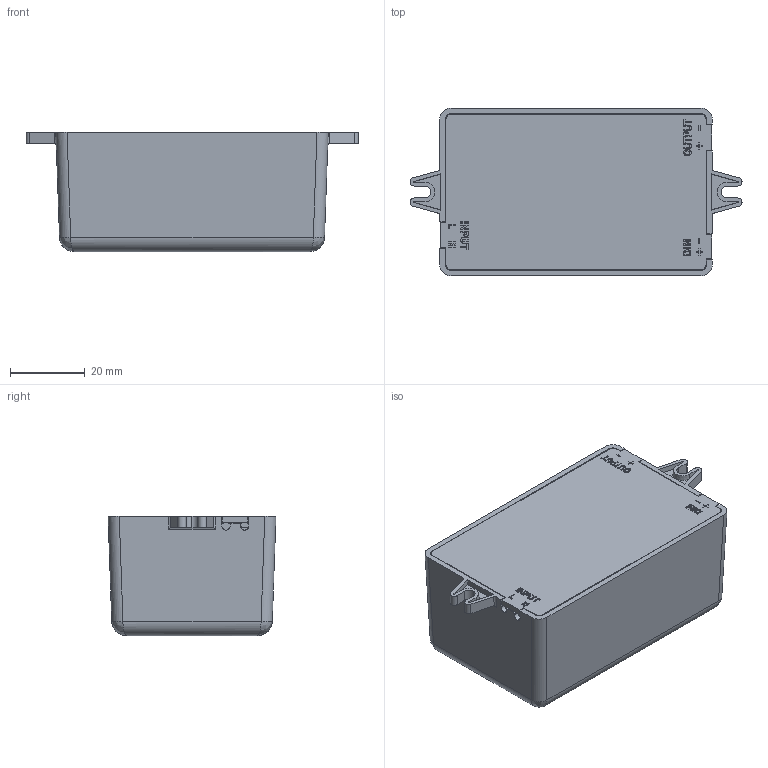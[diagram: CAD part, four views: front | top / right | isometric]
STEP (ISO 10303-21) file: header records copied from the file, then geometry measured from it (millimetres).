
FILE_DESCRIPTION((''),'2;1');
FILE_NAME('MAWLCD36W_20130813_ASM','2015-03-19T',('Hedy'),(''),'PRO/ENGINEER BY PARAMETRIC TECHNOLOGY CORPORATION, 2009380','PRO/ENGINEER BY PARAMETRIC TECHNOLOGY CORPORATION, 2009380','');
FILE_SCHEMA(('CONFIG_CONTROL_DESIGN'));
Length unit declared in the file: millimetre
Products named in the file (5): MAWLCD36W-1A_ANY; MAWLCD36W-2M_ANY; MAWLCD36W_20130813_ANY_ASM; _MAWLCD36W_20130813; MAWLCD36W_20130813_ASM
Assembly tree (4 placements, depth 3):
  MAWLCD36W_20130813_ASM
    MAWLCD36W_20130813_ANY_ASM
      MAWLCD36W-1A_ANY
      MAWLCD36W-2M_ANY
    _MAWLCD36W_20130813
Bounding box: 89 x 45 x 32 mm (x, y, z)
Volume: 24233.9 mm3; surface area: 27564.7 mm2
Topology: 2 solids, 2 shells, 507 faces, 1381 edges, 904 vertices
Faces by surface type: plane 351, extrusion 66, cylinder 65, cone 17, bspline 8
Entity records: 21032 total; most frequent: CARTESIAN_POINT 4364, ORIENTED_EDGE 2762, DIRECTION 2169, PRESENTATION_STYLE_ASSIGNMENT 1383, STYLED_ITEM 1383, CURVE_STYLE 1381, EDGE_CURVE 1381, VECTOR 1137
